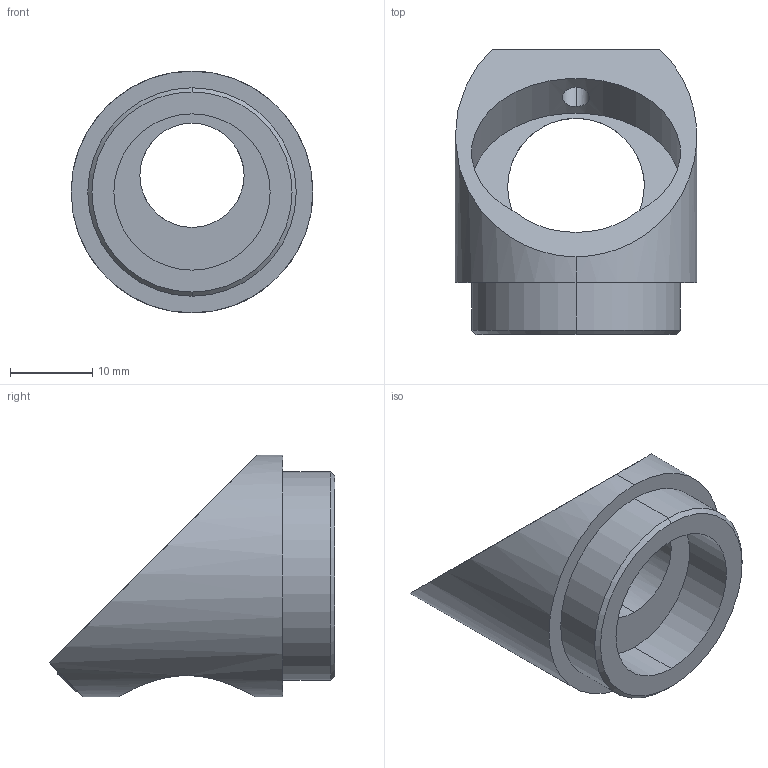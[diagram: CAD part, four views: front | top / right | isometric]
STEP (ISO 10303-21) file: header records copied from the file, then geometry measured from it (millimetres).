
FILE_DESCRIPTION (( 'STEP AP203' ), '1' );
FILE_NAME ('1.3.1.22-ZZT-Z1.0_45僅芵噩假蚾釱.STEP', '2022-10-25T08:08:46', ( '' ), ( '' ), 'SwSTEP 2.0', 'SolidWorks 2021', '' );
FILE_SCHEMA (( 'CONFIG_CONTROL_DESIGN' ));
Length unit declared in the file: millimetre
Products named in the file (1): 1.3.1.22-ZZT-Z1.0_45僅芵噩假蚾釱
Bounding box: 29.46 x 34.8 x 29.46 mm (x, y, z)
Surface area: 4523.1 mm2 (no closed solid volume)
Topology: 0 solids, 2 shells, 37 faces, 94 edges, 61 vertices
Faces by surface type: cylinder 15, plane 14, cone 8
Entity records: 1426 total; most frequent: CARTESIAN_POINT 478, ORIENTED_EDGE 186, DIRECTION 173, EDGE_CURVE 94, AXIS2_PLACEMENT_3D 68, VERTEX_POINT 61, EDGE_LOOP 44, FACE_OUTER_BOUND 37
